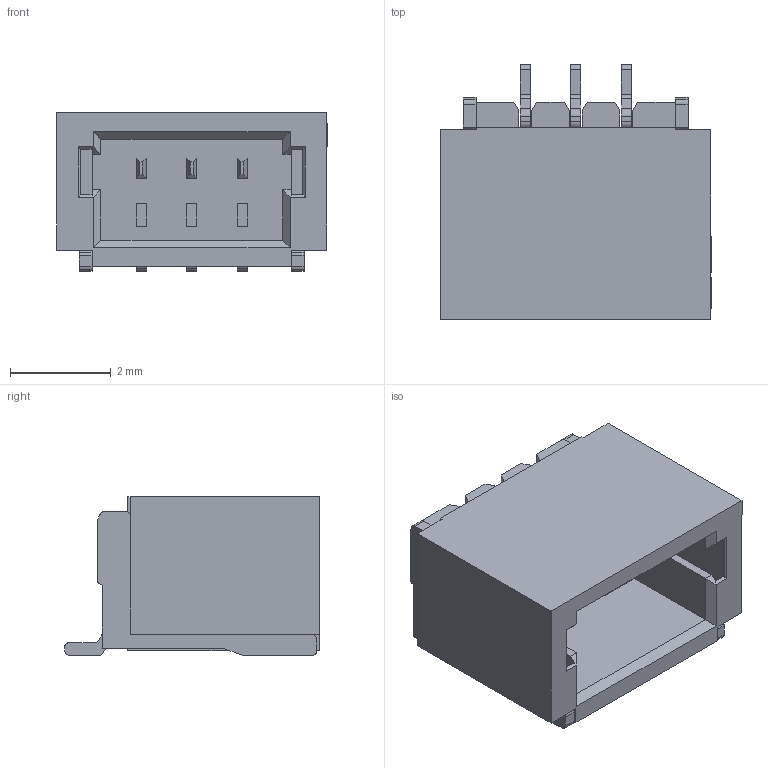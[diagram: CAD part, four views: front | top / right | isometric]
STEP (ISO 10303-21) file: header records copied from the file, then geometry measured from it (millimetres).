
FILE_DESCRIPTION (( 'STEP AP214' ), '1' );
FILE_NAME ('CONN-SMD_3P-P1.00_MEGASTAR_ZX-SH1.0-3PWT.STEP', '2023-12-01T13:25:32', ( '' ), ( '' ), 'SwSTEP 2.0', 'SolidWorks 2020', '' );
FILE_SCHEMA (( 'AUTOMOTIVE_DESIGN' ));
Length unit declared in the file: millimetre
Products named in the file (1): CONN-SMD_3P-P1.00_MEGASTAR_ZX-SH1.0-3PWT
Bounding box: 5.36 x 5.05 x 3.14 mm (x, y, z)
Volume: 40.8 mm3; surface area: 209.6 mm2
Topology: 3 solids, 3 shells, 428 faces, 1165 edges, 770 vertices
Faces by surface type: plane 297, bspline 98, cylinder 33
Entity records: 18635 total; most frequent: CARTESIAN_POINT 3670, ORIENTED_EDGE 2330, DIRECTION 1693, EDGE_CURVE 1165, LINE 899, VECTOR 899, VERTEX_POINT 770, EDGE_LOOP 459
